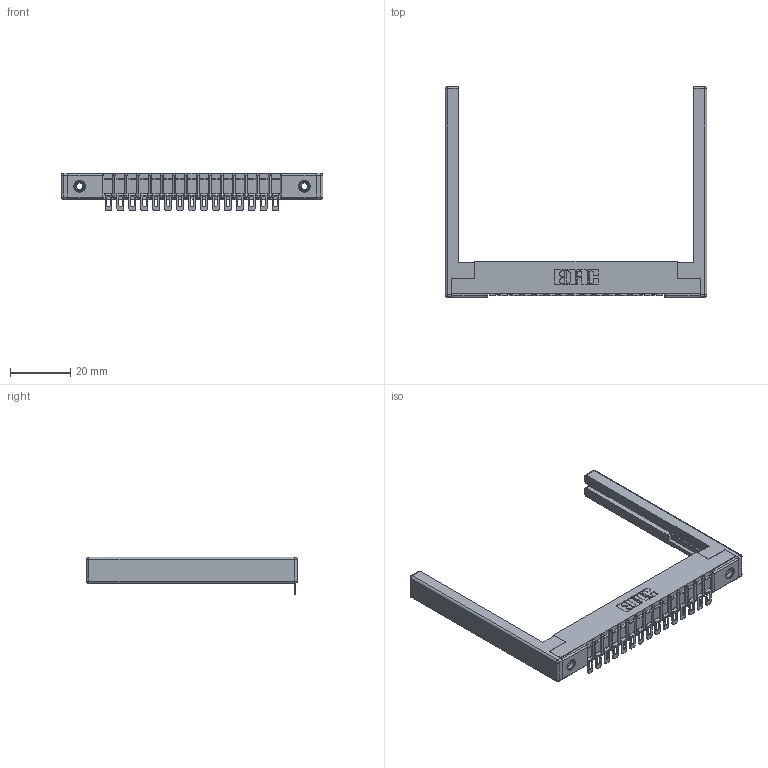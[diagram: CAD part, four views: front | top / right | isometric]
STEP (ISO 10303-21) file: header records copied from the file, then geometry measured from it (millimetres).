
FILE_DESCRIPTION (( 'STEP AP203' ), '1' );
FILE_NAME ('307-015-554-168.STEP', '2019-09-04T21:08:11', ( '' ), ( '' ), 'SwSTEP 2.0', 'SolidWorks 2016', '' );
FILE_SCHEMA (( 'CONFIG_CONTROL_DESIGN' ));
Length unit declared in the file: inch
Products named in the file (5): 307-290-002_554; 307 Part_.156 Dia Mounting Holes; 345-250-001_345-250-001-102; 307-015-554-168; 307-220-068
Assembly tree (20 placements, depth 2):
  307-015-554-168
    307 Part_.156 Dia Mounting Holes
    307-290-002_554  x15
    307-220-068  x2
    345-250-001_345-250-001-102  x2
Bounding box: 86.87 x 69.98 x 12.52 mm (x, y, z)
Volume: 10295.4 mm3; surface area: 14126.9 mm2
Topology: 20 solids, 20 shells, 1503 faces, 4508 edges, 2940 vertices
Faces by surface type: plane 848, cylinder 599, sphere 40, cone 12, torus 4
Entity records: 19912 total; most frequent: CARTESIAN_POINT 3319, ORIENTED_EDGE 3298, DIRECTION 3261, EDGE_CURVE 1649, VECTOR 1241, LINE 1241, VERTEX_POINT 1068, AXIS2_PLACEMENT_3D 1010
